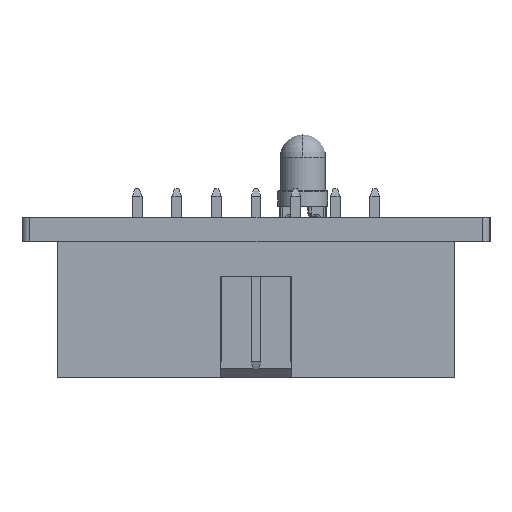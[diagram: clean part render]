
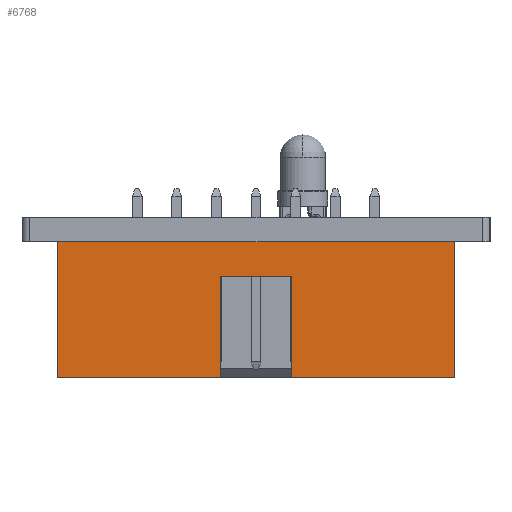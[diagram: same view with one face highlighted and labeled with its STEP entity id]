
A CAD part, left-side view. The second image highlights one B-rep face of the part: STEP entity #6768.
In plain terms, the highlighted face is planar.
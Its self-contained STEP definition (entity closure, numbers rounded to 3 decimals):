
#464=PLANE('',#7343);
#1169=VERTEX_POINT('',#10296);
#1170=VERTEX_POINT('',#10298);
#1265=VERTEX_POINT('',#10496);
#1266=VERTEX_POINT('',#10497);
#1267=VERTEX_POINT('',#10499);
#1268=VERTEX_POINT('',#10501);
#1269=VERTEX_POINT('',#10503);
#1270=VERTEX_POINT('',#10506);
#1669=VECTOR('',#8557,1.);
#1756=VECTOR('',#8668,1.);
#1757=VECTOR('',#8669,1.);
#1758=VECTOR('',#8670,1.);
#1759=VECTOR('',#8671,1.);
#1760=VECTOR('',#8672,1.);
#1761=VECTOR('',#8673,1.);
#1762=VECTOR('',#8674,1.);
#2311=LINE('',#10297,#1669);
#2398=LINE('',#10495,#1756);
#2399=LINE('',#10498,#1757);
#2400=LINE('',#10500,#1758);
#2401=LINE('',#10502,#1759);
#2402=LINE('',#10504,#1760);
#2403=LINE('',#10505,#1761);
#2404=LINE('',#10507,#1762);
#3244=EDGE_CURVE('',#1169,#1170,#2311,.T.);
#3345=EDGE_CURVE('',#1265,#1266,#2398,.T.);
#3346=EDGE_CURVE('',#1265,#1267,#2399,.T.);
#3347=EDGE_CURVE('',#1267,#1268,#2400,.T.);
#3348=EDGE_CURVE('',#1269,#1268,#2401,.T.);
#3349=EDGE_CURVE('',#1170,#1269,#2402,.T.);
#3350=EDGE_CURVE('',#1270,#1169,#2403,.T.);
#3351=EDGE_CURVE('',#1266,#1270,#2404,.T.);
#4825=ORIENTED_EDGE('',*,*,#3345,.F.);
#4826=ORIENTED_EDGE('',*,*,#3346,.T.);
#4827=ORIENTED_EDGE('',*,*,#3347,.T.);
#4828=ORIENTED_EDGE('',*,*,#3348,.F.);
#4829=ORIENTED_EDGE('',*,*,#3349,.F.);
#4830=ORIENTED_EDGE('',*,*,#3244,.F.);
#4831=ORIENTED_EDGE('',*,*,#3350,.F.);
#4832=ORIENTED_EDGE('',*,*,#3351,.F.);
#5905=EDGE_LOOP('',(#4825,#4826,#4827,#4828,#4829,#4830,#4831,#4832));
#6384=FACE_BOUND('',#5905,.T.);
#6768=ADVANCED_FACE('',(#6384),#464,.F.);
#7343=AXIS2_PLACEMENT_3D('',#10494,#8667,$);
#8557=DIRECTION('',(-1.,0.,0.));
#8667=DIRECTION('',(0.,1.,0.));
#8668=DIRECTION('',(0.,0.,1.));
#8669=DIRECTION('',(-1.,0.,0.));
#8670=DIRECTION('',(0.,0.,1.));
#8671=DIRECTION('',(1.,0.,0.));
#8672=DIRECTION('',(0.,0.,1.));
#8673=DIRECTION('',(0.,0.,-1.));
#8674=DIRECTION('',(1.,0.,0.));
#10296=CARTESIAN_POINT('',(12.72,-4.425,-4.425));
#10297=CARTESIAN_POINT('',(12.72,-4.425,-4.425));
#10298=CARTESIAN_POINT('',(-12.72,-4.425,-4.425));
#10494=CARTESIAN_POINT('',(0.,-4.425,0.));
#10495=CARTESIAN_POINT('',(2.25,-4.425,-2.075));
#10496=CARTESIAN_POINT('',(2.25,-4.425,-2.075));
#10497=CARTESIAN_POINT('',(2.25,-4.425,4.425));
#10498=CARTESIAN_POINT('',(2.25,-4.425,-2.075));
#10499=CARTESIAN_POINT('',(-2.25,-4.425,-2.075));
#10500=CARTESIAN_POINT('',(-2.25,-4.425,-2.075));
#10501=CARTESIAN_POINT('',(-2.25,-4.425,4.425));
#10502=CARTESIAN_POINT('',(-12.72,-4.425,4.425));
#10503=CARTESIAN_POINT('',(-12.72,-4.425,4.425));
#10504=CARTESIAN_POINT('',(-12.72,-4.425,-4.425));
#10505=CARTESIAN_POINT('',(12.72,-4.425,4.425));
#10506=CARTESIAN_POINT('',(12.72,-4.425,4.425));
#10507=CARTESIAN_POINT('',(2.25,-4.425,4.425));
